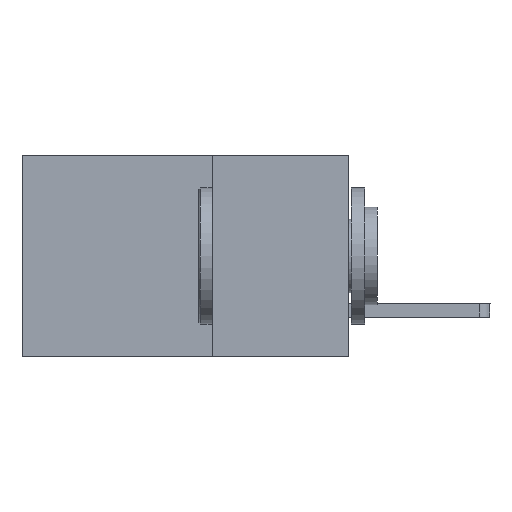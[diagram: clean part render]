
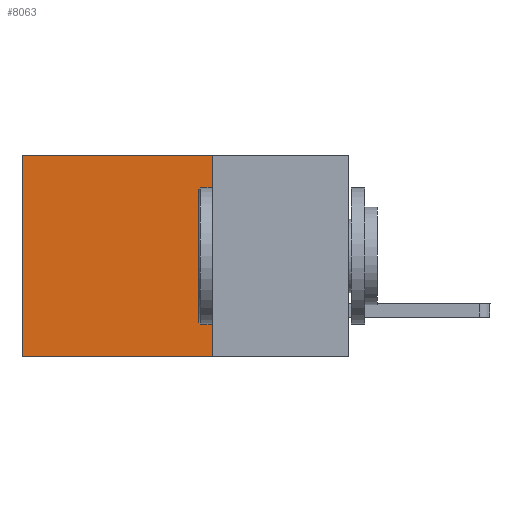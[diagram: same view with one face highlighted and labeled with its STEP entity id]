
A CAD part, left-side view. The second image highlights one B-rep face of the part: STEP entity #8063.
In plain terms, the highlighted planar face has unit normal (-1, 0, 0).
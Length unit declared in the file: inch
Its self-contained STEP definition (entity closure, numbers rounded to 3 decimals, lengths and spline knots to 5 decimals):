
#355 = FACE_OUTER_BOUND ( 'NONE', #693, .T. ) ;
#693 = EDGE_LOOP ( 'NONE', ( #2641, #2009, #10489, #5297 ) ) ;
#867 = CARTESIAN_POINT ( 'NONE',  ( 0.298, 0.6, 0. ) ) ;
#1070 = EDGE_CURVE ( 'NONE', #1428, #7244, #6916, .T. ) ;
#1232 = CARTESIAN_POINT ( 'NONE',  ( 0.298, 0.6, -0.37 ) ) ;
#1348 = VECTOR ( 'NONE', #10666, 39.37008 ) ;
#1428 = VERTEX_POINT ( 'NONE', #4978 ) ;
#1429 = CARTESIAN_POINT ( 'NONE',  ( 0.298, 0.25, 0. ) ) ;
#1958 = DIRECTION ( 'NONE',  ( 0., 1., 0. ) ) ;
#2009 = ORIENTED_EDGE ( 'NONE', *, *, #1070, .F. ) ;
#2023 = DIRECTION ( 'NONE',  ( 1., 0., 0. ) ) ;
#2261 = LINE ( 'NONE', #1429, #1348 ) ;
#2641 = ORIENTED_EDGE ( 'NONE', *, *, #9448, .T. ) ;
#2898 = CARTESIAN_POINT ( 'NONE',  ( 0.298, 0.25, 0. ) ) ;
#3384 = DIRECTION ( 'NONE',  ( 0., 0., -1. ) ) ;
#4318 = CARTESIAN_POINT ( 'NONE',  ( 0.298, 0.25, -0.37 ) ) ;
#4477 = VECTOR ( 'NONE', #8203, 39.37008 ) ;
#4978 = CARTESIAN_POINT ( 'NONE',  ( 0.298, 0.25, -0.37 ) ) ;
#5129 = EDGE_CURVE ( 'NONE', #8182, #6520, #6545, .T. ) ;
#5297 = ORIENTED_EDGE ( 'NONE', *, *, #5129, .T. ) ;
#6375 = DIRECTION ( 'NONE',  ( 0., 0., -1. ) ) ;
#6520 = VERTEX_POINT ( 'NONE', #867 ) ;
#6545 = LINE ( 'NONE', #10768, #4477 ) ;
#6746 = CARTESIAN_POINT ( 'NONE',  ( 0.298, 0.6, 0. ) ) ;
#6916 = LINE ( 'NONE', #4318, #10390 ) ;
#7244 = VERTEX_POINT ( 'NONE', #1232 ) ;
#7513 = VECTOR ( 'NONE', #3384, 39.37008 ) ;
#7901 = CARTESIAN_POINT ( 'NONE',  ( 0.298, 0.25, 0. ) ) ;
#8063 = ADVANCED_FACE ( 'NONE', ( #355 ), #10540, .F. ) ;
#8182 = VERTEX_POINT ( 'NONE', #7901 ) ;
#8203 = DIRECTION ( 'NONE',  ( 0., 1., 0. ) ) ;
#8951 = EDGE_CURVE ( 'NONE', #8182, #1428, #2261, .T. ) ;
#9352 = LINE ( 'NONE', #6746, #7513 ) ;
#9448 = EDGE_CURVE ( 'NONE', #6520, #7244, #9352, .T. ) ;
#10390 = VECTOR ( 'NONE', #1958, 39.37008 ) ;
#10489 = ORIENTED_EDGE ( 'NONE', *, *, #8951, .F. ) ;
#10540 = PLANE ( 'NONE',  #10913 ) ;
#10666 = DIRECTION ( 'NONE',  ( 0., 0., -1. ) ) ;
#10768 = CARTESIAN_POINT ( 'NONE',  ( 0.298, 0.25, 0. ) ) ;
#10913 = AXIS2_PLACEMENT_3D ( 'NONE', #2898, #2023, #6375 ) ;
